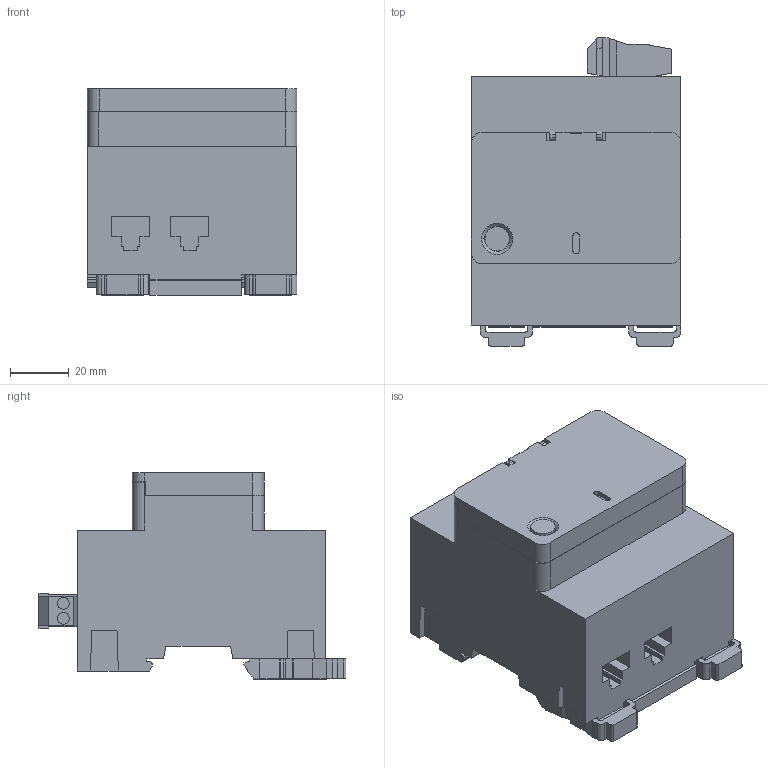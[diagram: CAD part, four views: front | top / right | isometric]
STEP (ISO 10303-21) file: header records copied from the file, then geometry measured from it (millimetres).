
FILE_DESCRIPTION((''),'2;1');
FILE_NAME('SB110545_3D-SIMPLIFIED_ASM','2014-02-17T',('mcordero'),(''),'PRO/ENGINEER BY PARAMETRIC TECHNOLOGY CORPORATION, 2006170','PRO/ENGINEER BY PARAMETRIC TECHNOLOGY CORPORATION, 2006170','');
FILE_SCHEMA(('AUTOMOTIVE_DESIGN { 1 0 10303 214 1 1 1 1 }'));
Length unit declared in the file: millimetre
Products named in the file (7): CAPOT; CORP; CONNECTEUR; AGRAFE; BOUTON; SB110545_3D-SIMPLIFIED-1_ASM; SB110545_3D-SIMPLIFIED_ASM
Assembly tree (7 placements, depth 3):
  SB110545_3D-SIMPLIFIED_ASM
    SB110545_3D-SIMPLIFIED-1_ASM
      CAPOT
      CORP
      CONNECTEUR
      AGRAFE  x2
      BOUTON
Bounding box: 71.7 x 105.22 x 70.63 mm (x, y, z)
Volume: 333876.3 mm3; surface area: 50929.9 mm2
Topology: 6 solids, 6 shells, 575 faces, 1641 edges, 1092 vertices
Faces by surface type: plane 461, cylinder 98, extrusion 14, cone 2
Entity records: 15935 total; most frequent: CARTESIAN_POINT 2935, ORIENTED_EDGE 2734, DIRECTION 2510, EDGE_CURVE 1367, VECTOR 1194, LINE 1187, VERTEX_POINT 910, AXIS2_PLACEMENT_3D 658
